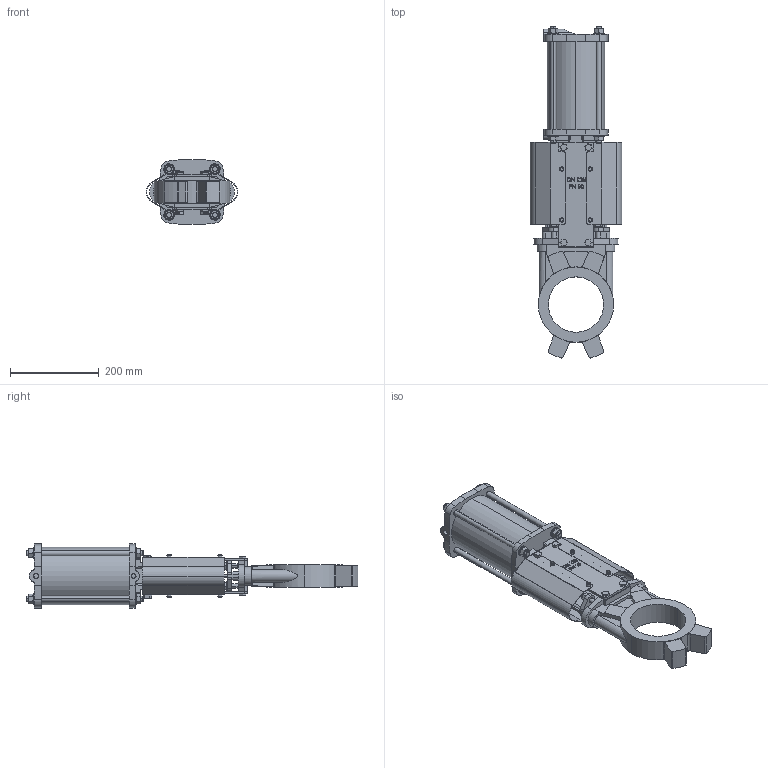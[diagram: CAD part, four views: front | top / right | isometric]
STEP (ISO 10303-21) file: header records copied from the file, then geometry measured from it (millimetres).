
FILE_DESCRIPTION (( 'STEP AP214' ), '1' );
FILE_NAME ('FM200-Plattenschieber-Stoffschieber-DN125-PN10-Doppeltwirkend-Pneumatischer-Antrieb-Fergo.STEP', '2022-09-26T09:59:06', ( '' ), ( '' ), 'SwSTEP 2.0', 'SolidWorks 2022', '' );
FILE_SCHEMA (( 'AUTOMOTIVE_DESIGN' ));
Length unit declared in the file: millimetre
Products named in the file (1): FM200-Plattenschieber-Stoffschieber-DN125-PN10-Doppeltwirkend-Pneumatischer-Antrieb-Fergo
Bounding box: 206.65 x 749.58 x 146 mm (x, y, z)
Volume: 3514699.8 mm3; surface area: 888189.5 mm2
Topology: 65 solids, 65 shells, 1887 faces, 4784 edges, 3092 vertices
Faces by surface type: cylinder 758, plane 687, cone 215, bspline 162, torus 65
Entity records: 89435 total; most frequent: CARTESIAN_POINT 41914, ORIENTED_EDGE 9560, DIRECTION 7893, EDGE_CURVE 4780, VERTEX_POINT 3092, AXIS2_PLACEMENT_3D 2842, VECTOR 2209, LINE 2209
